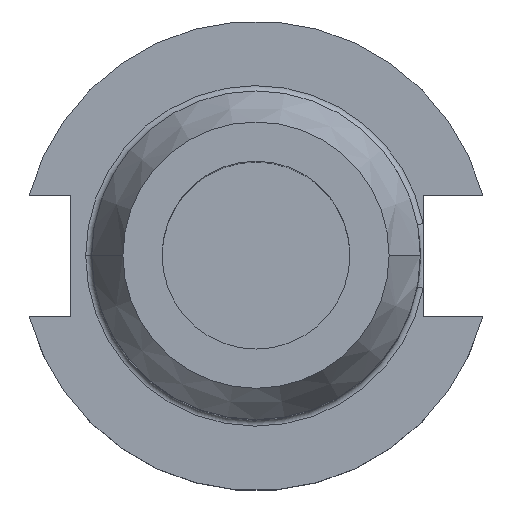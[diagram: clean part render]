
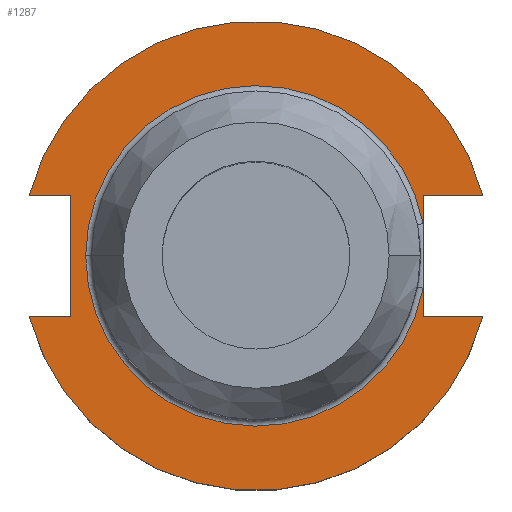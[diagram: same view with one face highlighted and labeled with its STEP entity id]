
A CAD part, top view. The second image highlights one B-rep face of the part: STEP entity #1287.
In plain terms, the highlighted planar face has unit normal (0, 0, 1).
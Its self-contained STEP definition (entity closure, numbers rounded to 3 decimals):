
#4 = CARTESIAN_POINT ( 'NONE',  ( -61.091, -8.192, 19.05 ) ) ;
#18 = DIRECTION ( 'NONE',  ( 1., 0., 0. ) ) ;
#21 = CARTESIAN_POINT ( 'NONE',  ( 0., 0., 19.05 ) ) ;
#24 = EDGE_CURVE ( 'NONE', #256, #730, #601, .T. ) ;
#64 = CARTESIAN_POINT ( 'NONE',  ( 22.606, 22.225, 19.05 ) ) ;
#65 = CARTESIAN_POINT ( 'NONE',  ( 0., -8.192, 19.05 ) ) ;
#92 = VECTOR ( 'NONE', #894, 1000. ) ;
#94 = CIRCLE ( 'NONE', #344, 31.75 ) ;
#104 = EDGE_CURVE ( 'NONE', #827, #130, #922, .T. ) ;
#119 = DIRECTION ( 'NONE',  ( 0., 0., 1. ) ) ;
#130 = VERTEX_POINT ( 'NONE', #438 ) ;
#147 = DIRECTION ( 'NONE',  ( -1., 0., 0. ) ) ;
#172 = LINE ( 'NONE', #1375, #1449 ) ;
#175 = VERTEX_POINT ( 'NONE', #360 ) ;
#188 = CARTESIAN_POINT ( 'NONE',  ( -25.091, -8.192, 19.05 ) ) ;
#233 = ORIENTED_EDGE ( 'NONE', *, *, #1198, .F. ) ;
#243 = DIRECTION ( 'NONE',  ( 0., 0., -1. ) ) ;
#256 = VERTEX_POINT ( 'NONE', #1471 ) ;
#268 = VERTEX_POINT ( 'NONE', #1200 ) ;
#269 = CARTESIAN_POINT ( 'NONE',  ( -25.091, 8.191, 19.05 ) ) ;
#272 = VECTOR ( 'NONE', #306, 1000. ) ;
#306 = DIRECTION ( 'NONE',  ( 0., 1., 0. ) ) ;
#333 = DIRECTION ( 'NONE',  ( 0., 0., -1. ) ) ;
#344 = AXIS2_PLACEMENT_3D ( 'NONE', #389, #1228, #750 ) ;
#348 = ORIENTED_EDGE ( 'NONE', *, *, #415, .F. ) ;
#355 = CIRCLE ( 'NONE', #907, 31.75 ) ;
#360 = CARTESIAN_POINT ( 'NONE',  ( -30.675, -8.192, 19.05 ) ) ;
#389 = CARTESIAN_POINT ( 'NONE',  ( 0., 0., 19.05 ) ) ;
#415 = EDGE_CURVE ( 'NONE', #175, #1197, #494, .T. ) ;
#426 = LINE ( 'NONE', #1393, #92 ) ;
#438 = CARTESIAN_POINT ( 'NONE',  ( 22.606, 8.191, 19.05 ) ) ;
#449 = EDGE_CURVE ( 'NONE', #175, #648, #94, .T. ) ;
#494 = LINE ( 'NONE', #4, #1451 ) ;
#524 = EDGE_CURVE ( 'NONE', #1040, #256, #355, .T. ) ;
#531 = DIRECTION ( 'NONE',  ( 0., -1., 0. ) ) ;
#533 = ORIENTED_EDGE ( 'NONE', *, *, #1123, .T. ) ;
#546 = DIRECTION ( 'NONE',  ( 1., 0., 0. ) ) ;
#594 = VECTOR ( 'NONE', #531, 1000. ) ;
#598 = EDGE_CURVE ( 'NONE', #268, #827, #1205, .T. ) ;
#601 = LINE ( 'NONE', #912, #1563 ) ;
#648 = VERTEX_POINT ( 'NONE', #915 ) ;
#649 = DIRECTION ( 'NONE',  ( -1., 0., 0. ) ) ;
#713 = ORIENTED_EDGE ( 'NONE', *, *, #104, .T. ) ;
#726 = VERTEX_POINT ( 'NONE', #991 ) ;
#730 = VERTEX_POINT ( 'NONE', #269 ) ;
#750 = DIRECTION ( 'NONE',  ( 1., 0., 0. ) ) ;
#827 = VERTEX_POINT ( 'NONE', #891 ) ;
#837 = LINE ( 'NONE', #65, #1124 ) ;
#880 = DIRECTION ( 'NONE',  ( 0., 0., -1. ) ) ;
#891 = CARTESIAN_POINT ( 'NONE',  ( 22.606, 4.373, 19.05 ) ) ;
#894 = DIRECTION ( 'NONE',  ( 0., 1., 0. ) ) ;
#907 = AXIS2_PLACEMENT_3D ( 'NONE', #1609, #119, #978 ) ;
#908 = ORIENTED_EDGE ( 'NONE', *, *, #24, .T. ) ;
#912 = CARTESIAN_POINT ( 'NONE',  ( -61.091, 8.191, 19.05 ) ) ;
#915 = CARTESIAN_POINT ( 'NONE',  ( 30.675, -8.192, 19.05 ) ) ;
#922 = LINE ( 'NONE', #64, #272 ) ;
#928 = PLANE ( 'NONE',  #1311 ) ;
#929 = EDGE_LOOP ( 'NONE', ( #1606, #1077, #962, #713, #1360, #981, #908, #533, #348, #995, #233 ) ) ;
#932 = EDGE_CURVE ( 'NONE', #1040, #130, #172, .T. ) ;
#962 = ORIENTED_EDGE ( 'NONE', *, *, #598, .T. ) ;
#976 = CARTESIAN_POINT ( 'NONE',  ( 0., 0., 19.05 ) ) ;
#978 = DIRECTION ( 'NONE',  ( 1., 0., 0. ) ) ;
#981 = ORIENTED_EDGE ( 'NONE', *, *, #524, .T. ) ;
#991 = CARTESIAN_POINT ( 'NONE',  ( 22.606, -4.373, 19.05 ) ) ;
#995 = ORIENTED_EDGE ( 'NONE', *, *, #449, .T. ) ;
#1016 = EDGE_CURVE ( 'NONE', #1187, #726, #426, .T. ) ;
#1040 = VERTEX_POINT ( 'NONE', #1530 ) ;
#1077 = ORIENTED_EDGE ( 'NONE', *, *, #1607, .T. ) ;
#1085 = CIRCLE ( 'NONE', #1533, 23.025 ) ;
#1092 = DIRECTION ( 'NONE',  ( -1., 0., 0. ) ) ;
#1123 = EDGE_CURVE ( 'NONE', #730, #1197, #1588, .T. ) ;
#1124 = VECTOR ( 'NONE', #1164, 1000. ) ;
#1164 = DIRECTION ( 'NONE',  ( 1., 0., 0. ) ) ;
#1176 = DIRECTION ( 'NONE',  ( -1., 0., 0. ) ) ;
#1187 = VERTEX_POINT ( 'NONE', #1290 ) ;
#1197 = VERTEX_POINT ( 'NONE', #188 ) ;
#1198 = EDGE_CURVE ( 'NONE', #1187, #648, #837, .T. ) ;
#1200 = CARTESIAN_POINT ( 'NONE',  ( -23.025, 0., 19.05 ) ) ;
#1202 = FACE_OUTER_BOUND ( 'NONE', #929, .T. ) ;
#1205 = CIRCLE ( 'NONE', #1582, 23.025 ) ;
#1228 = DIRECTION ( 'NONE',  ( 0., 0., 1. ) ) ;
#1269 = CARTESIAN_POINT ( 'NONE',  ( -25.091, 8.191, 19.05 ) ) ;
#1287 = ADVANCED_FACE ( 'NONE', ( #1202 ), #928, .F. ) ;
#1290 = CARTESIAN_POINT ( 'NONE',  ( 22.606, -8.192, 19.05 ) ) ;
#1305 = CARTESIAN_POINT ( 'NONE',  ( 0., 22.225, 19.05 ) ) ;
#1311 = AXIS2_PLACEMENT_3D ( 'NONE', #1305, #333, #1176 ) ;
#1360 = ORIENTED_EDGE ( 'NONE', *, *, #932, .F. ) ;
#1375 = CARTESIAN_POINT ( 'NONE',  ( 0., 8.191, 19.05 ) ) ;
#1393 = CARTESIAN_POINT ( 'NONE',  ( 22.606, 22.225, 19.05 ) ) ;
#1449 = VECTOR ( 'NONE', #649, 1000. ) ;
#1451 = VECTOR ( 'NONE', #18, 1000. ) ;
#1471 = CARTESIAN_POINT ( 'NONE',  ( -30.675, 8.191, 19.05 ) ) ;
#1530 = CARTESIAN_POINT ( 'NONE',  ( 30.675, 8.191, 19.05 ) ) ;
#1533 = AXIS2_PLACEMENT_3D ( 'NONE', #21, #880, #147 ) ;
#1563 = VECTOR ( 'NONE', #546, 1000. ) ;
#1582 = AXIS2_PLACEMENT_3D ( 'NONE', #976, #243, #1092 ) ;
#1588 = LINE ( 'NONE', #1269, #594 ) ;
#1606 = ORIENTED_EDGE ( 'NONE', *, *, #1016, .T. ) ;
#1607 = EDGE_CURVE ( 'NONE', #726, #268, #1085, .T. ) ;
#1609 = CARTESIAN_POINT ( 'NONE',  ( 0., 0., 19.05 ) ) ;
